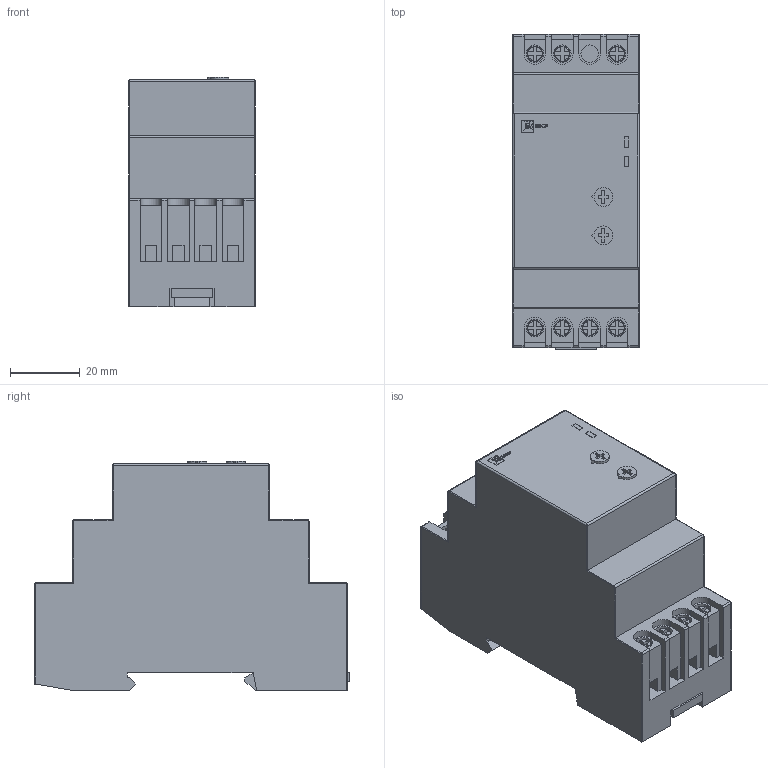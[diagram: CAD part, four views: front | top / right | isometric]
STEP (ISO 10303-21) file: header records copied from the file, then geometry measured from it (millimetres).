
FILE_DESCRIPTION (( 'STEP AP203' ), '1' );
FILE_NAME ('Ðåëå òåìïåðàòóðû RT-820 (rt-820).STEP', '2018-09-04T05:57:17', ( '' ), ( '' ), 'SwSTEP 2.0', 'SolidWorks 2017', '' );
FILE_SCHEMA (( 'CONFIG_CONTROL_DESIGN' ));
Length unit declared in the file: millimetre
Products named in the file (1): Ðåëå òåìïåðàòóðû RT-820 (rt-820)
Bounding box: 36.3 x 90.2 x 65.8 mm (x, y, z)
Volume: 160594.8 mm3; surface area: 22788.8 mm2
Topology: 1 solids, 1 shells, 469 faces, 1276 edges, 836 vertices
Faces by surface type: plane 319, cylinder 92, torus 36, bspline 22
Entity records: 15509 total; most frequent: CARTESIAN_POINT 3670, ORIENTED_EDGE 2544, DIRECTION 2308, EDGE_CURVE 1272, LINE 912, VECTOR 912, VERTEX_POINT 836, AXIS2_PLACEMENT_3D 698
